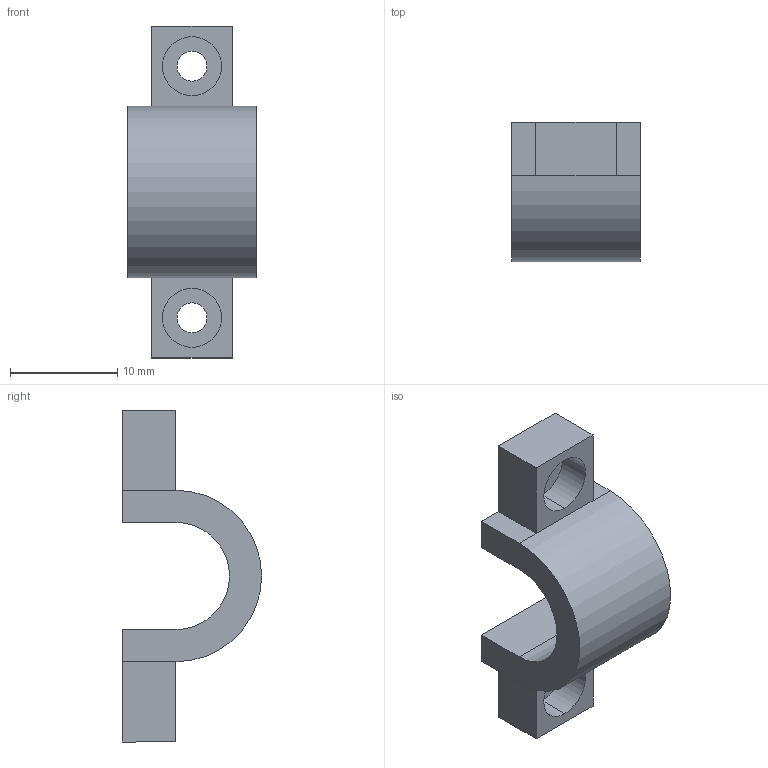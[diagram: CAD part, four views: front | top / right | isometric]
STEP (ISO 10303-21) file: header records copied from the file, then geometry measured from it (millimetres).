
FILE_DESCRIPTION (( 'STEP AP203' ), '1' );
FILE_NAME ('robdogV2.3.1-antenna test2.STEP', '2024-09-30T16:26:34', ( '' ), ( '' ), 'SwSTEP 2.0', 'SolidWorks 2023', '' );
FILE_SCHEMA (( 'CONFIG_CONTROL_DESIGN' ));
Length unit declared in the file: millimetre
Products named in the file (1): robdogV2.3.1-antenna test2
Bounding box: 12 x 13 x 31 mm (x, y, z)
Volume: 1490.5 mm3; surface area: 1473.8 mm2
Topology: 1 solids, 1 shells, 30 faces, 74 edges, 48 vertices
Faces by surface type: plane 20, cylinder 10
Entity records: 971 total; most frequent: DIRECTION 156, CARTESIAN_POINT 153, ORIENTED_EDGE 148, EDGE_CURVE 74, LINE 54, VECTOR 54, AXIS2_PLACEMENT_3D 51, VERTEX_POINT 48
